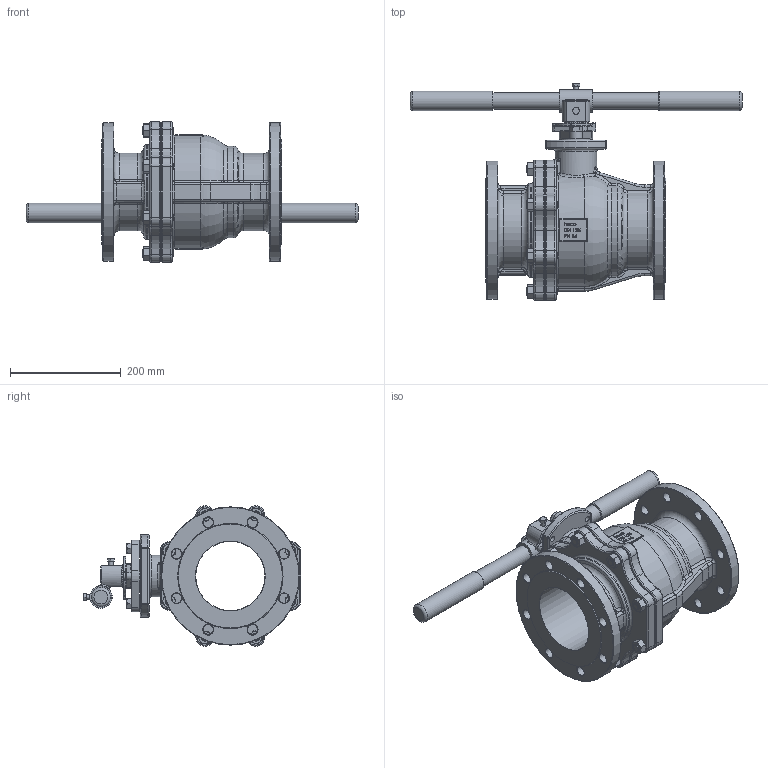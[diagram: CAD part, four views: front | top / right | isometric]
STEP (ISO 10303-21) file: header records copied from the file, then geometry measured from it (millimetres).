
FILE_DESCRIPTION (( 'STEP AP214' ), '1' );
FILE_NAME ('FK-500-000-4 Flanschkugelhahn heco step214.STEP', '2012-11-14T14:07:24', ( 'test' ), ( '' ), 'SwSTEP 2.0', 'SolidWorks 2011', '' );
FILE_SCHEMA (( 'AUTOMOTIVE_DESIGN' ));
Length unit declared in the file: millimetre
Products named in the file (1): FK-500-000-4 Flanschkugelhahn heco step214
Bounding box: 600 x 392.37 x 253.73 mm (x, y, z)
Volume: 6794561.9 mm3; surface area: 681077.6 mm2
Topology: 1 solids, 1 shells, 1279 faces, 3136 edges, 1935 vertices
Faces by surface type: plane 396, bspline 293, cylinder 262, torus 196, cone 118, sphere 14
Full cylindrical faces by diameter (mm): 2.8 x2, 8 x2, 9 x3, 10.2 x4, 14 x24, 18 x16, 30 x2, 35 x2, 37 x1, 41 x1, 58 x1, 75 x1, 125 x1, 170 x1, 210 x1, 250 x2
Entity records: 67035 total; most frequent: CARTESIAN_POINT 25425, ORIENTED_EDGE 5854, DIRECTION 5160, EDGE_CURVE 2927, AXIS2_PLACEMENT_3D 1997, VERTEX_POINT 1879, EDGE_LOOP 1572, FACE_OUTER_BOUND 1372
